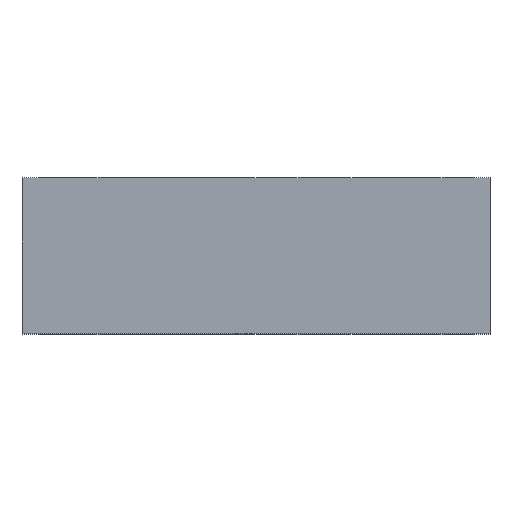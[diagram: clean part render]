
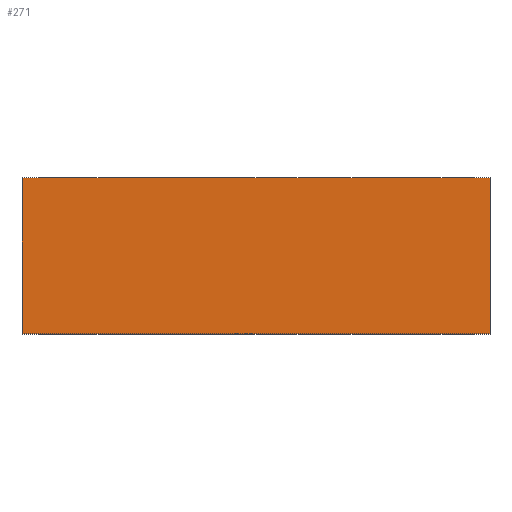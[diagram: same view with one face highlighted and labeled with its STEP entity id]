
A CAD part, top view. The second image highlights one B-rep face of the part: STEP entity #271.
In plain terms, the highlighted planar face has unit normal (0, 0, 1).
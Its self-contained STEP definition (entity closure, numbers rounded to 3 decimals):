
#1 = CARTESIAN_POINT ( 'NONE',  ( 30., 10., 0. ) ) ;
#8 = EDGE_CURVE ( 'NONE', #350, #226, #281, .T. ) ;
#33 = EDGE_CURVE ( 'NONE', #96, #226, #295, .T. ) ;
#37 = AXIS2_PLACEMENT_3D ( 'NONE', #456, #241, #458 ) ;
#50 = LINE ( 'NONE', #86, #406 ) ;
#52 = CARTESIAN_POINT ( 'NONE',  ( 30., 10., 0. ) ) ;
#69 = VERTEX_POINT ( 'NONE', #329 ) ;
#86 = CARTESIAN_POINT ( 'NONE',  ( 0., 10., 0. ) ) ;
#96 = VERTEX_POINT ( 'NONE', #52 ) ;
#100 = PLANE ( 'NONE',  #37 ) ;
#112 = CARTESIAN_POINT ( 'NONE',  ( 0., 0., 0. ) ) ;
#125 = DIRECTION ( 'NONE',  ( 1., 0., 0. ) ) ;
#127 = VECTOR ( 'NONE', #396, 1000. ) ;
#129 = ORIENTED_EDGE ( 'NONE', *, *, #445, .F. ) ;
#157 = VECTOR ( 'NONE', #242, 1000. ) ;
#226 = VERTEX_POINT ( 'NONE', #496 ) ;
#241 = DIRECTION ( 'NONE',  ( 0., 0., -1. ) ) ;
#242 = DIRECTION ( 'NONE',  ( 1., 0., 0. ) ) ;
#248 = DIRECTION ( 'NONE',  ( 0., -1., 0. ) ) ;
#271 = ADVANCED_FACE ( 'NONE', ( #464 ), #100, .F. ) ;
#281 = LINE ( 'NONE', #453, #157 ) ;
#282 = EDGE_LOOP ( 'NONE', ( #317, #338, #129, #290 ) ) ;
#290 = ORIENTED_EDGE ( 'NONE', *, *, #387, .T. ) ;
#295 = LINE ( 'NONE', #1, #341 ) ;
#317 = ORIENTED_EDGE ( 'NONE', *, *, #8, .T. ) ;
#329 = CARTESIAN_POINT ( 'NONE',  ( 0., 10., 0. ) ) ;
#338 = ORIENTED_EDGE ( 'NONE', *, *, #33, .F. ) ;
#341 = VECTOR ( 'NONE', #248, 1000. ) ;
#350 = VERTEX_POINT ( 'NONE', #112 ) ;
#387 = EDGE_CURVE ( 'NONE', #69, #350, #431, .T. ) ;
#396 = DIRECTION ( 'NONE',  ( 0., -1., 0. ) ) ;
#406 = VECTOR ( 'NONE', #125, 1000. ) ;
#431 = LINE ( 'NONE', #554, #127 ) ;
#445 = EDGE_CURVE ( 'NONE', #69, #96, #50, .T. ) ;
#453 = CARTESIAN_POINT ( 'NONE',  ( 0., 0., 0. ) ) ;
#456 = CARTESIAN_POINT ( 'NONE',  ( 0., 10., 0. ) ) ;
#458 = DIRECTION ( 'NONE',  ( -1., 0., 0. ) ) ;
#464 = FACE_OUTER_BOUND ( 'NONE', #282, .T. ) ;
#496 = CARTESIAN_POINT ( 'NONE',  ( 30., 0., 0. ) ) ;
#554 = CARTESIAN_POINT ( 'NONE',  ( 0., 10., 0. ) ) ;
